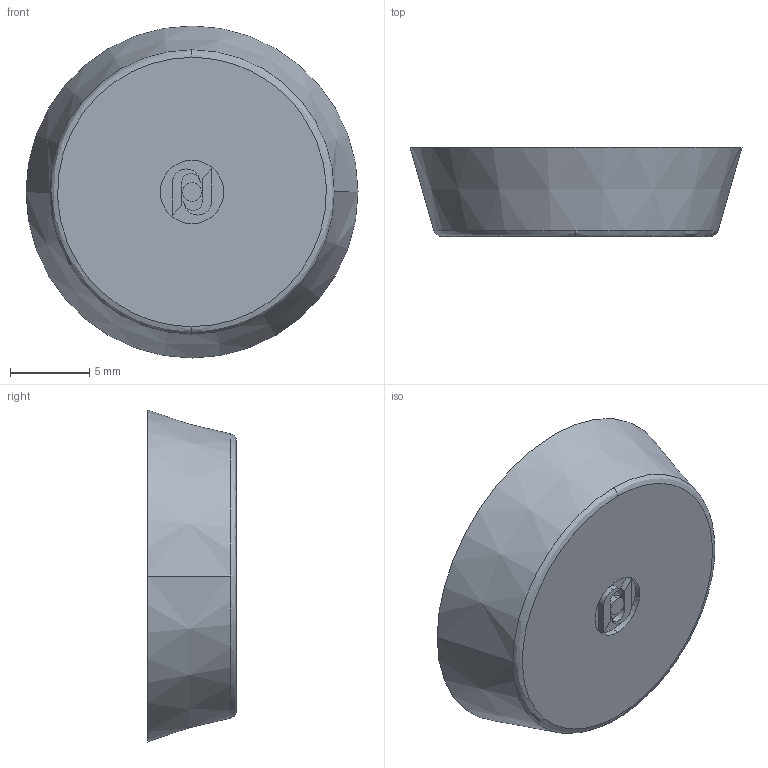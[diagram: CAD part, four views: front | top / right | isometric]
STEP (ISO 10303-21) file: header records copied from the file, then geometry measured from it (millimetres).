
FILE_DESCRIPTION (( 'STEP AP214' ), '1' );
FILE_NAME ('0605200290200A.STEP', '2012-10-22T14:50:59', ( '' ), ( '' ), 'SwSTEP 2.0', 'SolidWorks 2012', '' );
FILE_SCHEMA (( 'AUTOMOTIVE_DESIGN' ));
Length unit declared in the file: millimetre
Products named in the file (1): 0605200290200A
Bounding box: 20.9 x 5.6 x 20.9 mm (x, y, z)
Volume: 1185.3 mm3; surface area: 1126.6 mm2
Topology: 1 solids, 1 shells, 36 faces, 80 edges, 52 vertices
Faces by surface type: plane 14, cylinder 10, cone 6, bspline 6
Entity records: 1776 total; most frequent: CARTESIAN_POINT 959, DIRECTION 164, ORIENTED_EDGE 160, EDGE_CURVE 80, AXIS2_PLACEMENT_3D 65, VERTEX_POINT 52, EDGE_LOOP 42, ADVANCED_FACE 36
